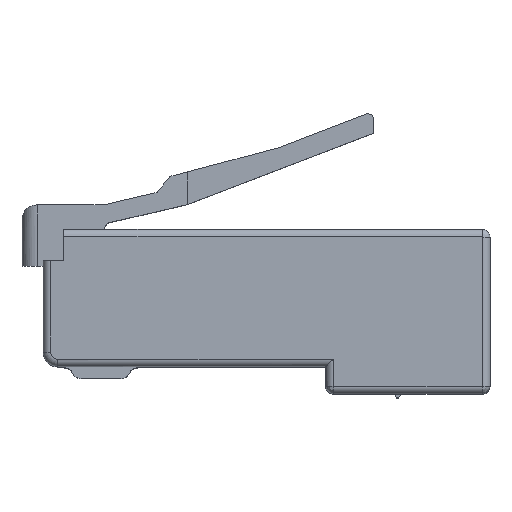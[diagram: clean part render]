
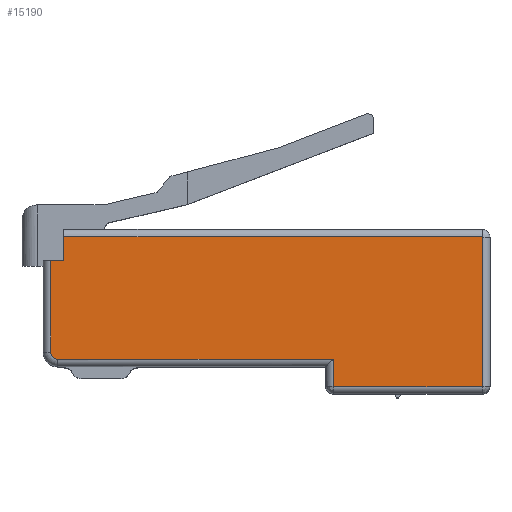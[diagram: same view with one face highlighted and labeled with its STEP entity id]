
A CAD part, top view. The second image highlights one B-rep face of the part: STEP entity #15190.
In plain terms, the highlighted planar face has unit normal (0, 0, 1).
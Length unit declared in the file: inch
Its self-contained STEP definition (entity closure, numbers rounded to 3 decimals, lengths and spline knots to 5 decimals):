
#70 = CARTESIAN_POINT ( 'NONE',  ( 87.62717, 43.86103, 0.45807 ) ) ;
#221 = VERTEX_POINT ( 'NONE', #417 ) ;
#238 = VECTOR ( 'NONE', #12253, 39.37008 ) ;
#417 = CARTESIAN_POINT ( 'NONE',  ( 88.4193, 43.99723, 0.45807 ) ) ;
#606 = CIRCLE ( 'NONE', #8462, 0.01339 ) ;
#837 =( BOUNDED_CURVE ( )  B_SPLINE_CURVE ( 3, ( #12563, #11258, #12663, #11346 ),
 .UNSPECIFIED., .F., .T. ) 
 B_SPLINE_CURVE_WITH_KNOTS ( ( 4, 4 ),
 ( 0., 1. ),
 .UNSPECIFIED. ) 
 CURVE ( )  GEOMETRIC_REPRESENTATION_ITEM ( )  RATIONAL_B_SPLINE_CURVE ( ( 1., 0.805, 0.805, 1. ) ) 
 REPRESENTATION_ITEM ( '' )  );
#1179 = DIRECTION ( 'NONE',  ( -1., 0., 0. ) ) ;
#1262 = CARTESIAN_POINT ( 'NONE',  ( 88.13691, 43.71497, 0.45807 ) ) ;
#1314 = LINE ( 'NONE', #70, #11076 ) ;
#1385 = CARTESIAN_POINT ( 'NONE',  ( 88.06367, 43.95274, 0.45807 ) ) ;
#1618 = VERTEX_POINT ( 'NONE', #2808 ) ;
#1636 = DIRECTION ( 'NONE',  ( -1., 0., 0. ) ) ;
#1653 = DIRECTION ( 'NONE',  ( 0., 1., 0. ) ) ;
#2077 = CARTESIAN_POINT ( 'NONE',  ( 87.70449, 43.99762, 0.45807 ) ) ;
#2349 = ORIENTED_EDGE ( 'NONE', *, *, #3582, .F. ) ;
#2371 = LINE ( 'NONE', #7707, #7300 ) ;
#2479 = FACE_OUTER_BOUND ( 'NONE', #10568, .T. ) ;
#2808 = CARTESIAN_POINT ( 'NONE',  ( 88.4189, 43.99762, 0.45807 ) ) ;
#2913 = ORIENTED_EDGE ( 'NONE', *, *, #13322, .F. ) ;
#3295 = CARTESIAN_POINT ( 'NONE',  ( 87.60198, 43.77975, 0.45807 ) ) ;
#3511 = ORIENTED_EDGE ( 'NONE', *, *, #16240, .F. ) ;
#3582 = EDGE_CURVE ( 'NONE', #12076, #5460, #14736, .T. ) ;
#3676 = CARTESIAN_POINT ( 'NONE',  ( 88.13691, 43.71474, 0.45807 ) ) ;
#3924 = EDGE_CURVE ( 'NONE', #9794, #7764, #14516, .T. ) ;
#4627 = VERTEX_POINT ( 'NONE', #7474 ) ;
#4743 = ORIENTED_EDGE ( 'NONE', *, *, #6567, .F. ) ;
#4865 = DIRECTION ( 'NONE',  ( 1., 0., 0. ) ) ;
#4916 = ORIENTED_EDGE ( 'NONE', *, *, #11405, .F. ) ;
#4963 = ORIENTED_EDGE ( 'NONE', *, *, #8852, .F. ) ;
#5105 = VECTOR ( 'NONE', #4865, 39.37008 ) ;
#5460 = VERTEX_POINT ( 'NONE', #13116 ) ;
#5567 = CARTESIAN_POINT ( 'NONE',  ( 88.13731, 43.71457, 0.45807 ) ) ;
#5916 = DIRECTION ( 'NONE',  ( 0., 1., 0. ) ) ;
#6476 = ORIENTED_EDGE ( 'NONE', *, *, #8258, .F. ) ;
#6495 = VECTOR ( 'NONE', #11985, 39.37008 ) ;
#6559 = LINE ( 'NONE', #15633, #6495 ) ;
#6567 = EDGE_CURVE ( 'NONE', #221, #10003, #6559, .T. ) ;
#6600 = ORIENTED_EDGE ( 'NONE', *, *, #7335, .F. ) ;
#7029 = VECTOR ( 'NONE', #1179, 39.37008 ) ;
#7300 = VECTOR ( 'NONE', #11725, 39.37008 ) ;
#7305 = EDGE_CURVE ( 'NONE', #10003, #10132, #837, .T. ) ;
#7335 = EDGE_CURVE ( 'NONE', #13810, #1618, #15393, .T. ) ;
#7340 = CARTESIAN_POINT ( 'NONE',  ( 88.4193, 43.99723, 0.45807 ) ) ;
#7474 = CARTESIAN_POINT ( 'NONE',  ( 88.13691, 43.76636, 0.45807 ) ) ;
#7707 = CARTESIAN_POINT ( 'NONE',  ( 87.57537, 43.71457, 0.45807 ) ) ;
#7726 = VECTOR ( 'NONE', #5916, 39.37008 ) ;
#7740 = DIRECTION ( 'NONE',  ( 0., 0., -1. ) ) ;
#7764 = VERTEX_POINT ( 'NONE', #1262 ) ;
#7824 = ORIENTED_EDGE ( 'NONE', *, *, #7305, .F. ) ;
#8084 = CARTESIAN_POINT ( 'NONE',  ( 88.4189, 43.71457, 0.45807 ) ) ;
#8111 = ORIENTED_EDGE ( 'NONE', *, *, #16897, .F. ) ;
#8258 = EDGE_CURVE ( 'NONE', #1618, #221, #9812, .T. ) ;
#8328 = LINE ( 'NONE', #13660, #15788 ) ;
#8462 = AXIS2_PLACEMENT_3D ( 'NONE', #13727, #15058, #1636 ) ;
#8852 = EDGE_CURVE ( 'NONE', #4627, #11607, #14780, .T. ) ;
#8859 = CARTESIAN_POINT ( 'NONE',  ( 88.13708, 43.71457, 0.45807 ) ) ;
#9098 = CARTESIAN_POINT ( 'NONE',  ( 87.61536, 43.76636, 0.45807 ) ) ;
#9222 = PLANE ( 'NONE',  #11485 ) ;
#9794 = VERTEX_POINT ( 'NONE', #5567 ) ;
#9812 =( BOUNDED_CURVE ( )  B_SPLINE_CURVE ( 3, ( #16398, #15071, #14006, #7340 ),
 .UNSPECIFIED., .F., .F. ) 
 B_SPLINE_CURVE_WITH_KNOTS ( ( 4, 4 ),
 ( 0., 1. ),
 .UNSPECIFIED. ) 
 CURVE ( )  GEOMETRIC_REPRESENTATION_ITEM ( )  RATIONAL_B_SPLINE_CURVE ( ( 1., 0.805, 0.805, 1. ) ) 
 REPRESENTATION_ITEM ( '' )  );
#9929 = EDGE_CURVE ( 'NONE', #11607, #17327, #606, .T. ) ;
#9960 = LINE ( 'NONE', #12317, #7726 ) ;
#10003 = VERTEX_POINT ( 'NONE', #15740 ) ;
#10132 = VERTEX_POINT ( 'NONE', #8084 ) ;
#10568 = EDGE_LOOP ( 'NONE', ( #4916, #14351, #2913, #7824, #4743, #6476, #6600, #8111, #2349, #3511, #12280, #4963 ) ) ;
#11076 = VECTOR ( 'NONE', #13588, 39.37008 ) ;
#11258 = CARTESIAN_POINT ( 'NONE',  ( 88.4193, 43.71474, 0.45807 ) ) ;
#11346 = CARTESIAN_POINT ( 'NONE',  ( 88.4189, 43.71457, 0.45807 ) ) ;
#11405 = EDGE_CURVE ( 'NONE', #7764, #4627, #8328, .T. ) ;
#11485 = AXIS2_PLACEMENT_3D ( 'NONE', #14582, #7740, #15902 ) ;
#11607 = VERTEX_POINT ( 'NONE', #9098 ) ;
#11725 = DIRECTION ( 'NONE',  ( -1., 0., 0. ) ) ;
#11985 = DIRECTION ( 'NONE',  ( 0., -1., 0. ) ) ;
#12076 = VERTEX_POINT ( 'NONE', #14695 ) ;
#12253 = DIRECTION ( 'NONE',  ( 1., 0., 0. ) ) ;
#12280 = ORIENTED_EDGE ( 'NONE', *, *, #9929, .F. ) ;
#12317 = CARTESIAN_POINT ( 'NONE',  ( 87.60198, 44.03078, 0.45807 ) ) ;
#12563 = CARTESIAN_POINT ( 'NONE',  ( 88.4193, 43.71497, 0.45807 ) ) ;
#12663 = CARTESIAN_POINT ( 'NONE',  ( 88.41913, 43.71457, 0.45807 ) ) ;
#13116 = CARTESIAN_POINT ( 'NONE',  ( 87.62717, 43.95274, 0.45807 ) ) ;
#13186 = CARTESIAN_POINT ( 'NONE',  ( 87.57537, 43.76636, 0.45807 ) ) ;
#13322 = EDGE_CURVE ( 'NONE', #10132, #9794, #2371, .T. ) ;
#13588 = DIRECTION ( 'NONE',  ( 0., 1., 0. ) ) ;
#13660 = CARTESIAN_POINT ( 'NONE',  ( 88.13691, 44.03078, 0.45807 ) ) ;
#13727 = CARTESIAN_POINT ( 'NONE',  ( 87.61536, 43.77975, 0.45807 ) ) ;
#13810 = VERTEX_POINT ( 'NONE', #15209 ) ;
#14006 = CARTESIAN_POINT ( 'NONE',  ( 88.4193, 43.99746, 0.45807 ) ) ;
#14280 = CARTESIAN_POINT ( 'NONE',  ( 88.13731, 43.71457, 0.45807 ) ) ;
#14351 = ORIENTED_EDGE ( 'NONE', *, *, #3924, .F. ) ;
#14376 = CARTESIAN_POINT ( 'NONE',  ( 88.13691, 43.71497, 0.45807 ) ) ;
#14516 =( BOUNDED_CURVE ( )  B_SPLINE_CURVE ( 3, ( #14280, #8859, #3676, #14376 ),
 .UNSPECIFIED., .F., .F. ) 
 B_SPLINE_CURVE_WITH_KNOTS ( ( 4, 4 ),
 ( 0., 1. ),
 .UNSPECIFIED. ) 
 CURVE ( )  GEOMETRIC_REPRESENTATION_ITEM ( )  RATIONAL_B_SPLINE_CURVE ( ( 1., 0.805, 0.805, 1. ) ) 
 REPRESENTATION_ITEM ( '' )  );
#14582 = CARTESIAN_POINT ( 'NONE',  ( 87.57537, 44.03078, 0.45807 ) ) ;
#14695 = CARTESIAN_POINT ( 'NONE',  ( 87.60198, 43.95274, 0.45807 ) ) ;
#14736 = LINE ( 'NONE', #1385, #238 ) ;
#14780 = LINE ( 'NONE', #13186, #7029 ) ;
#15058 = DIRECTION ( 'NONE',  ( 0., 0., -1. ) ) ;
#15071 = CARTESIAN_POINT ( 'NONE',  ( 88.41913, 43.99762, 0.45807 ) ) ;
#15190 = ADVANCED_FACE ( 'NONE', ( #2479 ), #9222, .F. ) ;
#15209 = CARTESIAN_POINT ( 'NONE',  ( 87.62717, 43.99762, 0.45807 ) ) ;
#15393 = LINE ( 'NONE', #2077, #5105 ) ;
#15633 = CARTESIAN_POINT ( 'NONE',  ( 88.4193, 44.03078, 0.45807 ) ) ;
#15740 = CARTESIAN_POINT ( 'NONE',  ( 88.4193, 43.71497, 0.45807 ) ) ;
#15788 = VECTOR ( 'NONE', #1653, 39.37008 ) ;
#15902 = DIRECTION ( 'NONE',  ( -1., 0., 0. ) ) ;
#16240 = EDGE_CURVE ( 'NONE', #17327, #12076, #9960, .T. ) ;
#16398 = CARTESIAN_POINT ( 'NONE',  ( 88.4189, 43.99762, 0.45807 ) ) ;
#16897 = EDGE_CURVE ( 'NONE', #5460, #13810, #1314, .T. ) ;
#17327 = VERTEX_POINT ( 'NONE', #3295 ) ;
